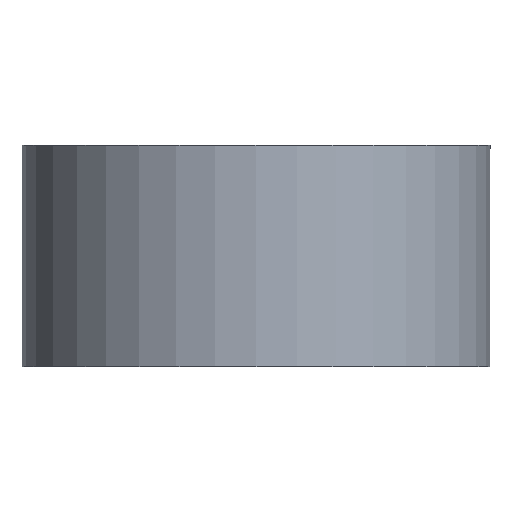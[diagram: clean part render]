
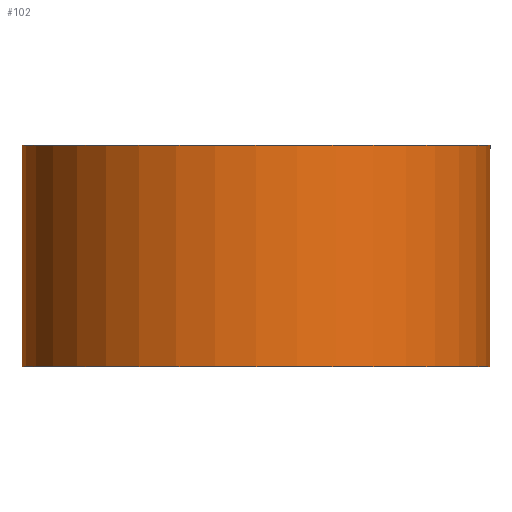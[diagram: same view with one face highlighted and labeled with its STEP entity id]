
A CAD part, front view. The second image highlights one B-rep face of the part: STEP entity #102.
In plain terms, the highlighted cylindrical face has radius 6.35 mm (diameter 12.7 mm), a partial arc.
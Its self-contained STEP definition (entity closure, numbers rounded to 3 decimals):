
#1 = FACE_OUTER_BOUND ( 'NONE', #134, .T. ) ;
#2 = EDGE_CURVE ( 'NONE', #182, #62, #89, .T. ) ;
#10 = EDGE_CURVE ( 'NONE', #182, #14, #68, .T. ) ;
#13 = ORIENTED_EDGE ( 'NONE', *, *, #159, .T. ) ;
#14 = VERTEX_POINT ( 'NONE', #28 ) ;
#15 = AXIS2_PLACEMENT_3D ( 'NONE', #93, #20, #96 ) ;
#18 = CARTESIAN_POINT ( 'NONE',  ( -6.35, 0., 6. ) ) ;
#20 = DIRECTION ( 'NONE',  ( 0., 0., 1. ) ) ;
#28 = CARTESIAN_POINT ( 'NONE',  ( -6.35, 0., 6. ) ) ;
#29 = VECTOR ( 'NONE', #186, 1000. ) ;
#30 = ORIENTED_EDGE ( 'NONE', *, *, #10, .T. ) ;
#34 = CARTESIAN_POINT ( 'NONE',  ( 6.35, 0., 0. ) ) ;
#42 = DIRECTION ( 'NONE',  ( 0., 0., -1. ) ) ;
#46 = CARTESIAN_POINT ( 'NONE',  ( 6.35, 0., 6. ) ) ;
#62 = VERTEX_POINT ( 'NONE', #34 ) ;
#68 = CIRCLE ( 'NONE', #95, 6.35 ) ;
#72 = EDGE_CURVE ( 'NONE', #197, #62, #105, .T. ) ;
#79 = CYLINDRICAL_SURFACE ( 'NONE', #196, 6.35 ) ;
#89 = LINE ( 'NONE', #46, #192 ) ;
#92 = ORIENTED_EDGE ( 'NONE', *, *, #2, .F. ) ;
#93 = CARTESIAN_POINT ( 'NONE',  ( 0., 0., 0. ) ) ;
#95 = AXIS2_PLACEMENT_3D ( 'NONE', #184, #42, #103 ) ;
#96 = DIRECTION ( 'NONE',  ( 1., 0., 0. ) ) ;
#102 = ADVANCED_FACE ( 'NONE', ( #1 ), #79, .T. ) ;
#103 = DIRECTION ( 'NONE',  ( 1., 0., 0. ) ) ;
#105 = CIRCLE ( 'NONE', #15, 6.35 ) ;
#119 = DIRECTION ( 'NONE',  ( 0., 0., -1. ) ) ;
#134 = EDGE_LOOP ( 'NONE', ( #92, #30, #13, #150 ) ) ;
#141 = CARTESIAN_POINT ( 'NONE',  ( -6.35, 0., 0. ) ) ;
#150 = ORIENTED_EDGE ( 'NONE', *, *, #72, .T. ) ;
#154 = CARTESIAN_POINT ( 'NONE',  ( 6.35, 0., 6. ) ) ;
#156 = LINE ( 'NONE', #18, #29 ) ;
#159 = EDGE_CURVE ( 'NONE', #14, #197, #156, .T. ) ;
#170 = CARTESIAN_POINT ( 'NONE',  ( 0., 0., 6. ) ) ;
#172 = DIRECTION ( 'NONE',  ( 0., 0., -1. ) ) ;
#182 = VERTEX_POINT ( 'NONE', #154 ) ;
#184 = CARTESIAN_POINT ( 'NONE',  ( 0., 0., 6. ) ) ;
#185 = DIRECTION ( 'NONE',  ( -1., 0., 0. ) ) ;
#186 = DIRECTION ( 'NONE',  ( 0., 0., -1. ) ) ;
#192 = VECTOR ( 'NONE', #119, 1000. ) ;
#196 = AXIS2_PLACEMENT_3D ( 'NONE', #170, #172, #185 ) ;
#197 = VERTEX_POINT ( 'NONE', #141 ) ;
